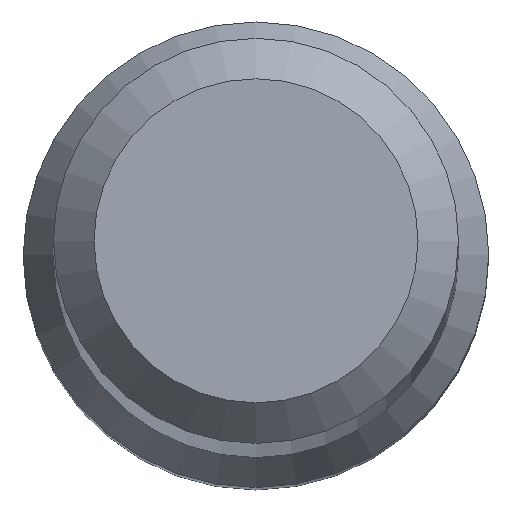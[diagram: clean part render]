
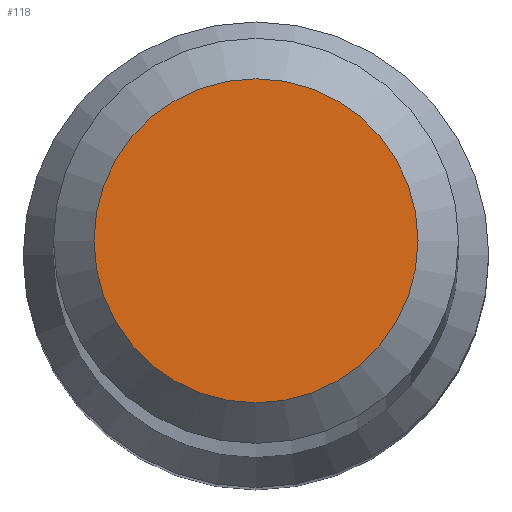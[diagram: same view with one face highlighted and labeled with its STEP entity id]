
A CAD part, top view. The second image highlights one B-rep face of the part: STEP entity #118.
In plain terms, the highlighted planar face has unit normal (0, 0, 1).
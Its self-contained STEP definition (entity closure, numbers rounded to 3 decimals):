
#5 = EDGE_LOOP ( 'NONE', ( #190 ) ) ;
#40 = AXIS2_PLACEMENT_3D ( 'NONE', #162, #234, #142 ) ;
#49 = CARTESIAN_POINT ( 'NONE',  ( 0., 0., 70. ) ) ;
#65 = PLANE ( 'NONE',  #40 ) ;
#112 = AXIS2_PLACEMENT_3D ( 'NONE', #49, #186, #199 ) ;
#118 = ADVANCED_FACE ( 'NONE', ( #183 ), #65, .T. ) ;
#125 = EDGE_CURVE ( 'NONE', #239, #239, #219, .T. ) ;
#142 = DIRECTION ( 'NONE',  ( 0., -1., 0. ) ) ;
#147 = CARTESIAN_POINT ( 'NONE',  ( 0., 1.2, 70. ) ) ;
#162 = CARTESIAN_POINT ( 'NONE',  ( 0., 0., 70. ) ) ;
#183 = FACE_OUTER_BOUND ( 'NONE', #5, .T. ) ;
#186 = DIRECTION ( 'NONE',  ( 0., 0., -1. ) ) ;
#190 = ORIENTED_EDGE ( 'NONE', *, *, #125, .F. ) ;
#199 = DIRECTION ( 'NONE',  ( 0., 1., 0. ) ) ;
#219 = CIRCLE ( 'NONE', #112, 1.2 ) ;
#234 = DIRECTION ( 'NONE',  ( 0., 0., 1. ) ) ;
#239 = VERTEX_POINT ( 'NONE', #147 ) ;
